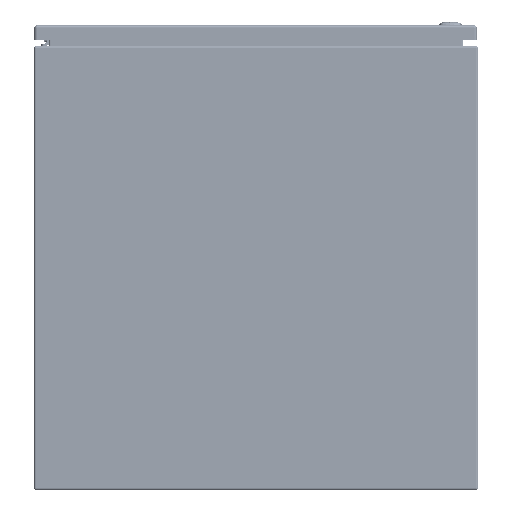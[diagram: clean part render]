
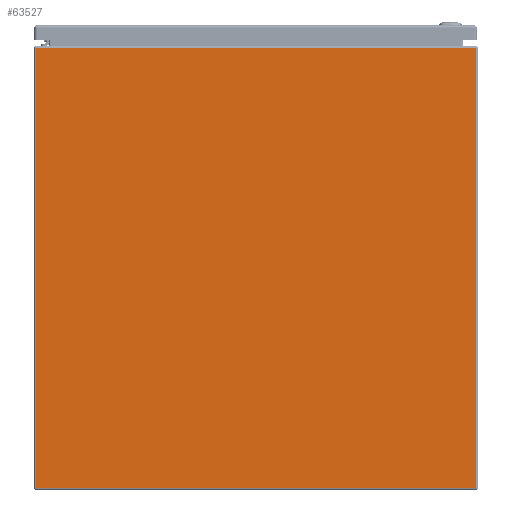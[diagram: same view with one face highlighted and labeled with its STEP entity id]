
A CAD part, front view. The second image highlights one B-rep face of the part: STEP entity #63527.
In plain terms, the highlighted planar face has unit normal (0, -1, 0).
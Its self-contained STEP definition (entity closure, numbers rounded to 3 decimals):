
#7280=LINE('',#85659,#11200);
#7283=LINE('',#85682,#11203);
#7300=LINE('',#85743,#11220);
#7309=LINE('',#85767,#11229);
#11200=VECTOR('',#72669,0.394);
#11203=VECTOR('',#72694,0.394);
#11220=VECTOR('',#72775,0.394);
#11229=VECTOR('',#72810,0.394);
#15942=FACE_OUTER_BOUND('',#19750,.T.);
#19750=EDGE_LOOP('',(#42151,#42152,#42153,#42154));
#25482=VERTEX_POINT('',#85651);
#25484=VERTEX_POINT('',#85657);
#25490=VERTEX_POINT('',#85674);
#25493=VERTEX_POINT('',#85681);
#31955=EDGE_CURVE('',#25484,#25482,#7280,.T.);
#31965=EDGE_CURVE('',#25490,#25493,#7283,.T.);
#31998=EDGE_CURVE('',#25493,#25484,#7300,.T.);
#32012=EDGE_CURVE('',#25490,#25482,#7309,.T.);
#42151=ORIENTED_EDGE('',*,*,#31955,.F.);
#42152=ORIENTED_EDGE('',*,*,#31998,.F.);
#42153=ORIENTED_EDGE('',*,*,#31965,.F.);
#42154=ORIENTED_EDGE('',*,*,#32012,.T.);
#62047=PLANE('',#68177);
#63527=ADVANCED_FACE('',(#15942),#62047,.F.);
#68177=AXIS2_PLACEMENT_3D('',#85766,#72808,#72809);
#72669=DIRECTION('',(0.,0.,-1.));
#72694=DIRECTION('',(0.,0.,1.));
#72775=DIRECTION('',(1.,0.,0.));
#72808=DIRECTION('center_axis',(0.,1.,0.));
#72809=DIRECTION('ref_axis',(1.,0.,0.));
#72810=DIRECTION('',(1.,0.,0.));
#85651=CARTESIAN_POINT('',(11.901,-15.,0.099));
#85657=CARTESIAN_POINT('',(11.901,-15.,23.901));
#85659=CARTESIAN_POINT('',(11.901,-15.,12.009));
#85674=CARTESIAN_POINT('',(-11.901,-15.,0.099));
#85681=CARTESIAN_POINT('',(-11.901,-15.,23.901));
#85682=CARTESIAN_POINT('',(-11.901,-15.,12.009));
#85743=CARTESIAN_POINT('',(11.937,-15.,23.901));
#85766=CARTESIAN_POINT('Origin',(0.,-15.,
12.009));
#85767=CARTESIAN_POINT('',(0.,-15.,0.099));
